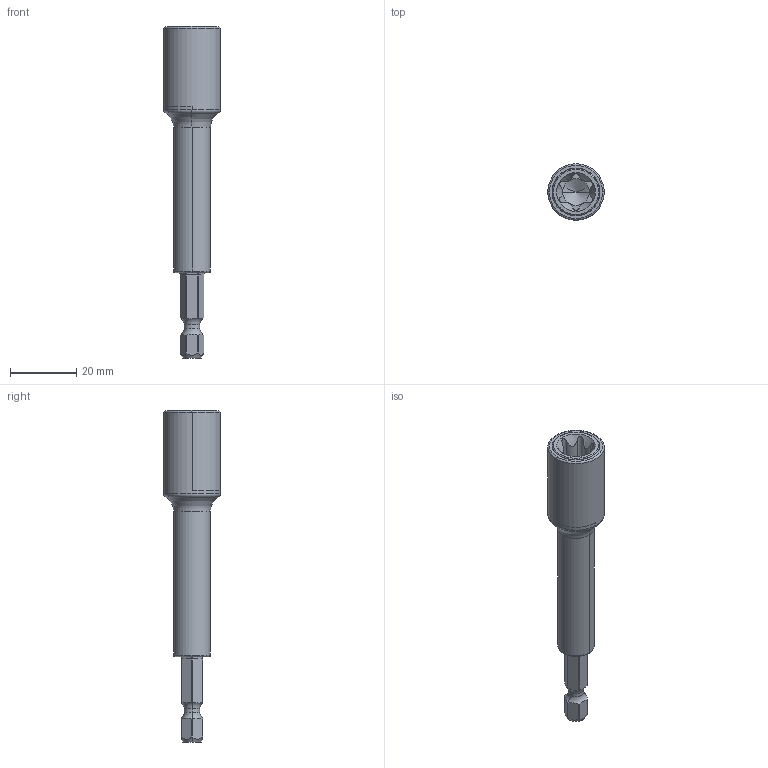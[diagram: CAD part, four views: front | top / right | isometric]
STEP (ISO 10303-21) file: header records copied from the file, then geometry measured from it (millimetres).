
FILE_DESCRIPTION((''),'2;1');
FILE_NAME('4027108312_ASM','2024-01-02T10:01:44',('a00565553'),(''),'CREO PARAMETRIC BY PTC INC, 2022414','CREO PARAMETRIC BY PTC INC, 2022414','');
FILE_SCHEMA(('CONFIG_CONTROL_DESIGN','GEOMETRIC_VALIDATION_PROPERTIES_MIM'));
Length unit declared in the file: millimetre
Products named in the file (3): 4027904302; 4027299464; 4027108312_ASM
Assembly tree (2 placements, depth 2):
  4027108312_ASM
    4027904302
    4027299464
Bounding box: 17 x 17 x 100 mm (x, y, z)
Volume: 9730.6 mm3; surface area: 9206.7 mm2
Topology: 2 solids, 2 shells, 111 faces, 270 edges, 163 vertices
Faces by surface type: cylinder 50, torus 26, plane 23, cone 12
Entity records: 3976 total; most frequent: CARTESIAN_POINT 962, DIRECTION 588, ORIENTED_EDGE 536, EDGE_CURVE 268, AXIS2_PLACEMENT_3D 256, VERTEX_POINT 163, CIRCLE 140, EDGE_LOOP 115
